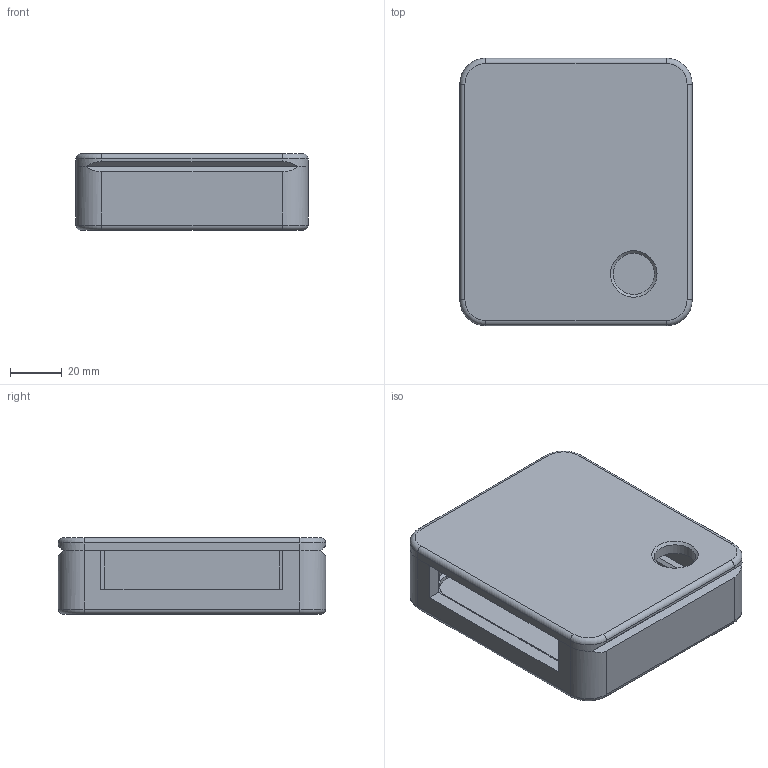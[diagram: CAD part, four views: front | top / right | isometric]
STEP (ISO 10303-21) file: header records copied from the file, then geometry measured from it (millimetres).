
FILE_DESCRIPTION(/* description */ (''),/* implementation_level */ '2;1');
FILE_NAME(/* name */ 'Case_Body.step',/* time_stamp */ '2022-12-11T16:34:01-05:00',/* author */ (''),/* organization */ (''),/* preprocessor_version */ 'ST-DEVELOPER v19.2',/* originating_system */ 'Autodesk Translation Framework v11.17.0.187',/* authorisation */ '');
FILE_SCHEMA (('AUTOMOTIVE_DESIGN { 1 0 10303 214 3 1 1 }'));
Length unit declared in the file: millimetre
Products named in the file (2): Case; Case Top
Assembly tree (1 placements, depth 2):
  Case
    Case Top
Bounding box: 90 x 103.6 x 29.6 mm (x, y, z)
Volume: 124937.5 mm3; surface area: 54815.7 mm2
Topology: 2 solids, 2 shells, 271 faces, 722 edges, 462 vertices
Faces by surface type: plane 137, cylinder 108, cone 17, torus 9
Full cylindrical faces by diameter (mm): 8.2 x4, 16 x1
Entity records: 8573 total; most frequent: CARTESIAN_POINT 1539, DIRECTION 1515, ORIENTED_EDGE 1444, EDGE_CURVE 722, AXIS2_PLACEMENT_3D 528, VERTEX_POINT 462, LINE 459, VECTOR 459
